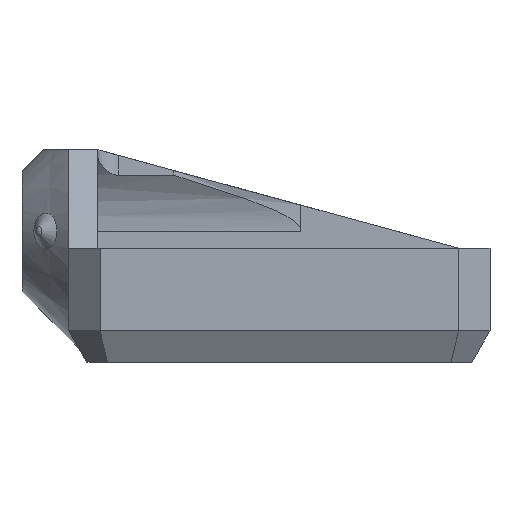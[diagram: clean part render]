
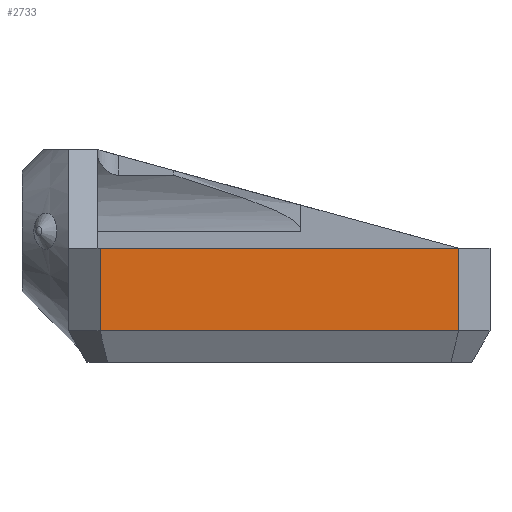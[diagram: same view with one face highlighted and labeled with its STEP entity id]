
A CAD part, front view. The second image highlights one B-rep face of the part: STEP entity #2733.
In plain terms, the highlighted planar face has unit normal (0, -1, 0).
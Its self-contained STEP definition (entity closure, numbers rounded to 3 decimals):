
#197=PLANE('',#2919);
#337=FACE_OUTER_BOUND('',#498,.T.);
#498=EDGE_LOOP('',(#2461,#2462,#2463,#2464));
#606=LINE('',#3855,#906);
#760=LINE('',#4529,#1060);
#846=LINE('',#4739,#1146);
#847=LINE('',#4741,#1147);
#906=VECTOR('',#3033,10.);
#1060=VECTOR('',#3337,10.);
#1146=VECTOR('',#3511,10.);
#1147=VECTOR('',#3514,10.);
#1217=VERTEX_POINT('',#3852);
#1218=VERTEX_POINT('',#3854);
#1359=VERTEX_POINT('',#4527);
#1360=VERTEX_POINT('',#4528);
#1487=EDGE_CURVE('',#1217,#1218,#606,.T.);
#1692=EDGE_CURVE('',#1359,#1360,#760,.T.);
#1790=EDGE_CURVE('',#1359,#1218,#846,.T.);
#1791=EDGE_CURVE('',#1217,#1360,#847,.T.);
#2461=ORIENTED_EDGE('',*,*,#1692,.F.);
#2462=ORIENTED_EDGE('',*,*,#1790,.T.);
#2463=ORIENTED_EDGE('',*,*,#1487,.F.);
#2464=ORIENTED_EDGE('',*,*,#1791,.T.);
#2733=ADVANCED_FACE('',(#337),#197,.T.);
#2919=AXIS2_PLACEMENT_3D('',#4740,#3512,#3513);
#3033=DIRECTION('',(1.,0.,0.));
#3337=DIRECTION('',(-1.,0.,0.));
#3511=DIRECTION('',(0.,0.,1.));
#3512=DIRECTION('center_axis',(0.,-1.,0.));
#3513=DIRECTION('ref_axis',(1.,0.,0.));
#3514=DIRECTION('',(0.,0.,-1.));
#3852=CARTESIAN_POINT('',(-25.257,-47.83,16.1));
#3854=CARTESIAN_POINT('',(25.257,-47.83,16.1));
#3855=CARTESIAN_POINT('',(-29.68,-47.83,16.1));
#4527=CARTESIAN_POINT('',(25.257,-47.83,4.465));
#4528=CARTESIAN_POINT('',(-25.257,-47.83,4.465));
#4529=CARTESIAN_POINT('',(-14.84,-47.83,4.465));
#4739=CARTESIAN_POINT('',(25.257,-47.83,8.05));
#4740=CARTESIAN_POINT('Origin',(-29.68,-47.83,0.));
#4741=CARTESIAN_POINT('',(-25.257,-47.83,8.05));
